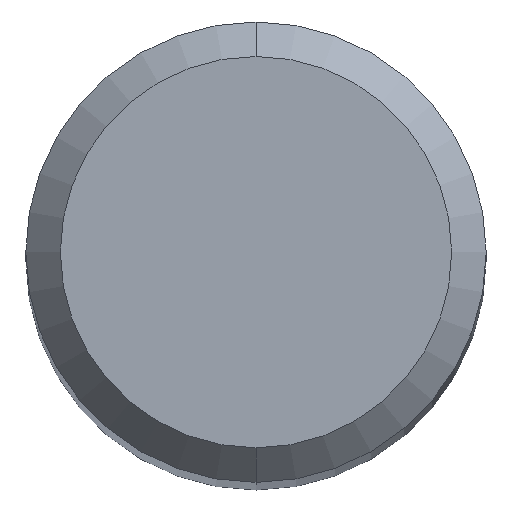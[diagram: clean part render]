
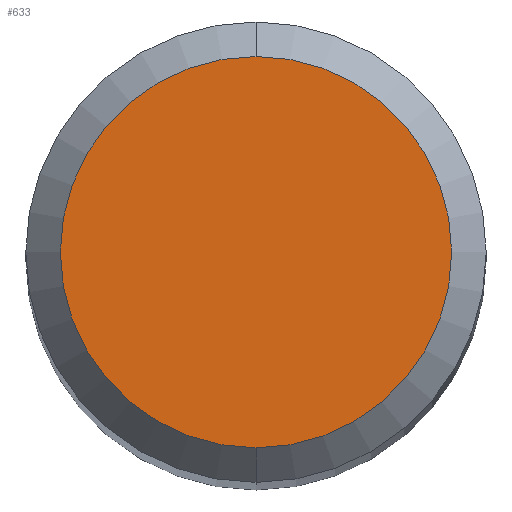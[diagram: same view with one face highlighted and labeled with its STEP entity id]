
A CAD part, top view. The second image highlights one B-rep face of the part: STEP entity #633.
In plain terms, the highlighted planar face has unit normal (0, 0, 1).
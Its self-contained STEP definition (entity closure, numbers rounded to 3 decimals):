
#615=EDGE_CURVE('',#635,#1137,#1433,.T.);
#633=ADVANCED_FACE('',(#1452),#1453,.T.);
#635=VERTEX_POINT('',#1455);
#691=EDGE_CURVE('',#1137,#635,#1516,.T.);
#1137=VERTEX_POINT('',#2002);
#1433=CIRCLE('',#3005,1.7);
#1452=FACE_OUTER_BOUND('',#3113,.T.);
#1453=PLANE('',#3114);
#1455=CARTESIAN_POINT('',(0.,-1.7,0.0));
#1516=CIRCLE('',#3261,1.7);
#2002=CARTESIAN_POINT('',(0.0,1.7,0.0));
#3005=AXIS2_PLACEMENT_3D('',#5725,#5726,#5727);
#3113=EDGE_LOOP('',(#5743,#5744));
#3114=AXIS2_PLACEMENT_3D('',#5745,#5746,#5747);
#3261=AXIS2_PLACEMENT_3D('',#5811,#5812,#5813);
#5725=CARTESIAN_POINT('',(0.0,0.0,0.0));
#5726=DIRECTION('',(0.0,0.0,-1.0));
#5727=DIRECTION('',(0.0,1.0,0.0));
#5743=ORIENTED_EDGE('',*,*,#691,.F.);
#5744=ORIENTED_EDGE('',*,*,#615,.F.);
#5745=CARTESIAN_POINT('',(0.0,0.85,0.0));
#5746=DIRECTION('',(-0.0,0.0,1.0));
#5747=DIRECTION('',(0.0,-1.0,0.0));
#5811=CARTESIAN_POINT('',(0.0,0.0,0.0));
#5812=DIRECTION('',(0.0,0.0,-1.0));
#5813=DIRECTION('',(0.0,1.0,0.0));
